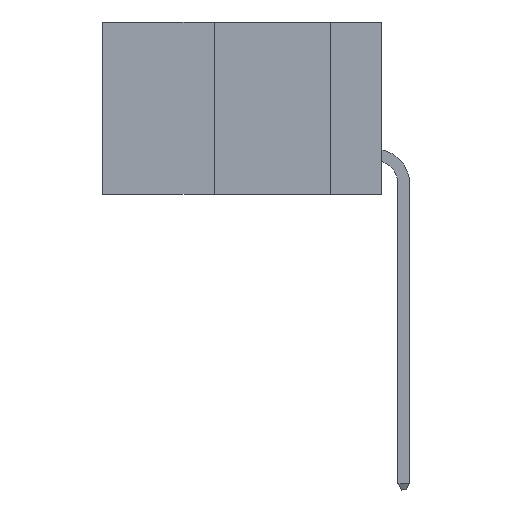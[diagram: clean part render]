
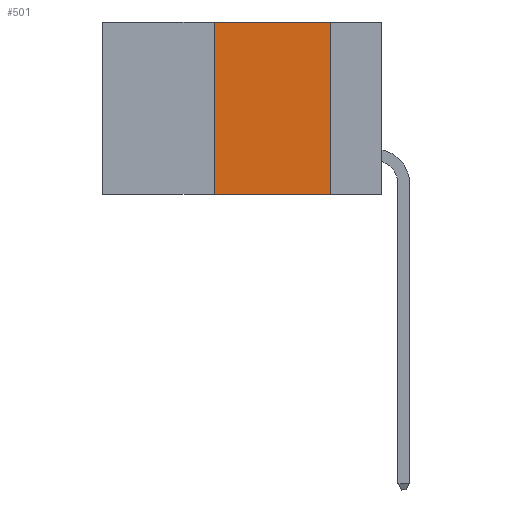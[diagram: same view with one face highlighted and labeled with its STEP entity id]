
A CAD part, left-side view. The second image highlights one B-rep face of the part: STEP entity #501.
In plain terms, the highlighted planar face has unit normal (-1, 0, 0).
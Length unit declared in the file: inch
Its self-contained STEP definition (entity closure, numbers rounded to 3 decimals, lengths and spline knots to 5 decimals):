
#103 = DIRECTION ( 'NONE',  ( 0., -1., 0. ) ) ;
#113 = VECTOR ( 'NONE', #8166, 39.37008 ) ;
#482 = VECTOR ( 'NONE', #103, 39.37008 ) ;
#501 = ADVANCED_FACE ( 'NONE', ( #3892 ), #4912, .F. ) ;
#661 = DIRECTION ( 'NONE',  ( 0., 0., -1. ) ) ;
#869 = CARTESIAN_POINT ( 'NONE',  ( 0., 0.11, 0. ) ) ;
#1926 = DIRECTION ( 'NONE',  ( 0., 0., -1. ) ) ;
#1953 = LINE ( 'NONE', #5046, #5634 ) ;
#2361 = CARTESIAN_POINT ( 'NONE',  ( 0., 0.36, 0. ) ) ;
#2495 = VERTEX_POINT ( 'NONE', #2361 ) ;
#2763 = LINE ( 'NONE', #12101, #113 ) ;
#3011 = CARTESIAN_POINT ( 'NONE',  ( 0., 0.6, 0. ) ) ;
#3105 = LINE ( 'NONE', #3011, #482 ) ;
#3633 = EDGE_CURVE ( 'NONE', #11895, #4017, #7437, .T. ) ;
#3754 = CARTESIAN_POINT ( 'NONE',  ( 0., 0.6, -0.37 ) ) ;
#3822 = CARTESIAN_POINT ( 'NONE',  ( 0., 0.6, 0. ) ) ;
#3892 = FACE_OUTER_BOUND ( 'NONE', #8791, .T. ) ;
#4017 = VERTEX_POINT ( 'NONE', #9072 ) ;
#4589 = EDGE_CURVE ( 'NONE', #2495, #11430, #3105, .T. ) ;
#4651 = DIRECTION ( 'NONE',  ( 0., -1., 0. ) ) ;
#4912 = PLANE ( 'NONE',  #6530 ) ;
#5046 = CARTESIAN_POINT ( 'NONE',  ( 0., 0.11, 0. ) ) ;
#5634 = VECTOR ( 'NONE', #661, 39.37008 ) ;
#6530 = AXIS2_PLACEMENT_3D ( 'NONE', #3822, #7782, #1926 ) ;
#6788 = EDGE_CURVE ( 'NONE', #11895, #2495, #2763, .T. ) ;
#7437 = LINE ( 'NONE', #3754, #10181 ) ;
#7656 = ORIENTED_EDGE ( 'NONE', *, *, #6788, .F. ) ;
#7782 = DIRECTION ( 'NONE',  ( 1., 0., 0. ) ) ;
#7956 = ORIENTED_EDGE ( 'NONE', *, *, #4589, .F. ) ;
#8166 = DIRECTION ( 'NONE',  ( 0., 0., 1. ) ) ;
#8300 = EDGE_CURVE ( 'NONE', #11430, #4017, #1953, .T. ) ;
#8503 = ORIENTED_EDGE ( 'NONE', *, *, #8300, .F. ) ;
#8567 = ORIENTED_EDGE ( 'NONE', *, *, #3633, .T. ) ;
#8791 = EDGE_LOOP ( 'NONE', ( #8503, #7956, #7656, #8567 ) ) ;
#9072 = CARTESIAN_POINT ( 'NONE',  ( 0., 0.11, -0.37 ) ) ;
#10181 = VECTOR ( 'NONE', #4651, 39.37008 ) ;
#11430 = VERTEX_POINT ( 'NONE', #869 ) ;
#11895 = VERTEX_POINT ( 'NONE', #11997 ) ;
#11997 = CARTESIAN_POINT ( 'NONE',  ( 0., 0.36, -0.37 ) ) ;
#12101 = CARTESIAN_POINT ( 'NONE',  ( 0., 0.36, 0. ) ) ;
